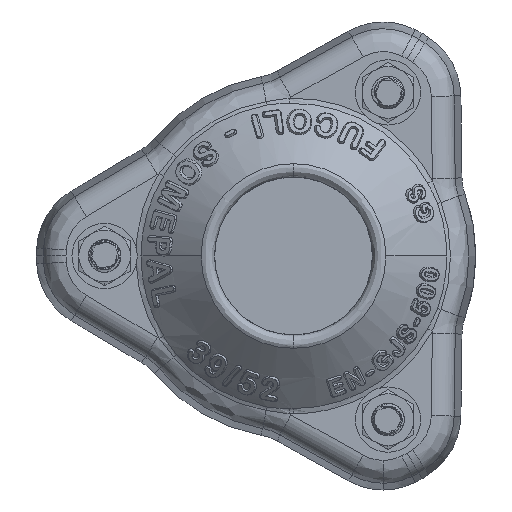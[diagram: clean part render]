
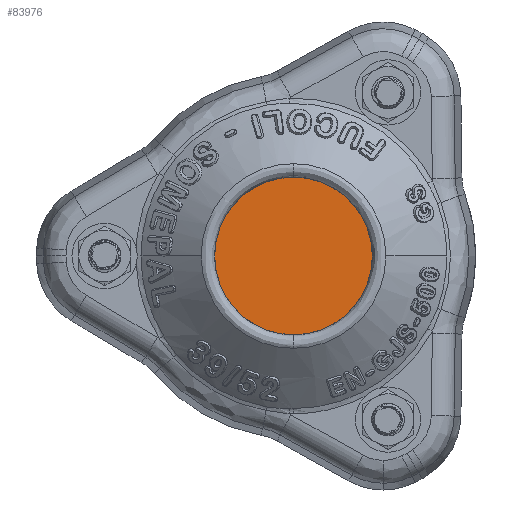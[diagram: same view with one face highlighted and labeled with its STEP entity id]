
A CAD part, left-side view. The second image highlights one B-rep face of the part: STEP entity #83976.
In plain terms, the highlighted planar face has unit normal (-1, 0, 0).
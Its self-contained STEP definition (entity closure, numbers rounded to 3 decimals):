
#24314 = DIRECTION ( 'NONE',  ( 0., 0., 1. ) ) ;
#30947 = CARTESIAN_POINT ( 'NONE',  ( -122.419, 0., 0. ) ) ;
#34312 = DIRECTION ( 'NONE',  ( 0., 0., 1. ) ) ;
#83976 = ADVANCED_FACE ( 'NONE', ( #87652 ), #168995, .T. ) ;
#87652 = FACE_OUTER_BOUND ( 'NONE', #283223, .T. ) ;
#88420 = CARTESIAN_POINT ( 'NONE',  ( -122.419, 0., 0. ) ) ;
#95398 = CIRCLE ( 'NONE', #279077, 29. ) ;
#101289 = CARTESIAN_POINT ( 'NONE',  ( -122.419, 0., 0. ) ) ;
#102119 = CIRCLE ( 'NONE', #167048, 29. ) ;
#120459 = AXIS2_PLACEMENT_3D ( 'NONE', #88420, #194197, #24314 ) ;
#125123 = DIRECTION ( 'NONE',  ( 0., 0., 1. ) ) ;
#127044 = DIRECTION ( 'NONE',  ( -1., 0., 0. ) ) ;
#151184 = EDGE_CURVE ( 'NONE', #267568, #262864, #102119, .T. ) ;
#165340 = ORIENTED_EDGE ( 'NONE', *, *, #151184, .T. ) ;
#167048 = AXIS2_PLACEMENT_3D ( 'NONE', #30947, #127044, #125123 ) ;
#168239 = DIRECTION ( 'NONE',  ( -1., 0., 0. ) ) ;
#168995 = PLANE ( 'NONE',  #120459 ) ;
#192280 = EDGE_CURVE ( 'NONE', #262864, #267568, #95398, .T. ) ;
#194197 = DIRECTION ( 'NONE',  ( -1., 0., 0. ) ) ;
#229167 = CARTESIAN_POINT ( 'NONE',  ( -122.419, 0., 29. ) ) ;
#239040 = ORIENTED_EDGE ( 'NONE', *, *, #192280, .T. ) ;
#249408 = CARTESIAN_POINT ( 'NONE',  ( -122.419, 0., -29. ) ) ;
#262864 = VERTEX_POINT ( 'NONE', #249408 ) ;
#267568 = VERTEX_POINT ( 'NONE', #229167 ) ;
#279077 = AXIS2_PLACEMENT_3D ( 'NONE', #101289, #168239, #34312 ) ;
#283223 = EDGE_LOOP ( 'NONE', ( #165340, #239040 ) ) ;
